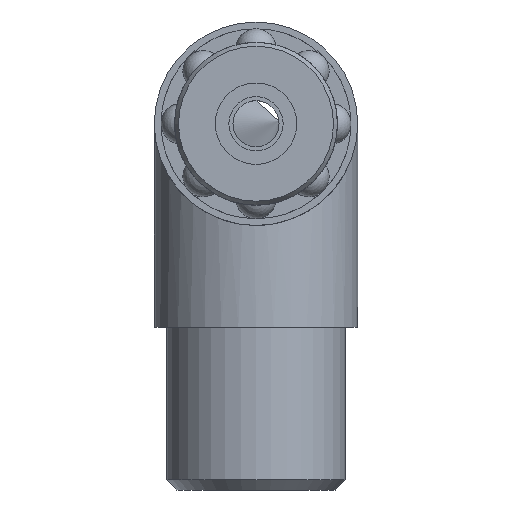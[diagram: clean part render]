
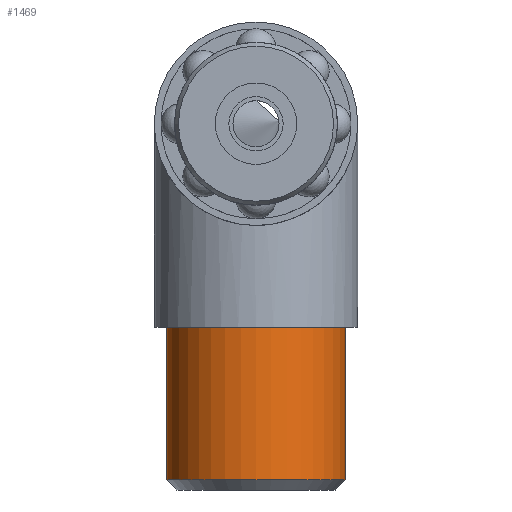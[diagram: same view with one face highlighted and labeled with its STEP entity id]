
A CAD part, left-side view. The second image highlights one B-rep face of the part: STEP entity #1469.
In plain terms, the highlighted cylindrical face has radius 6.579 mm (diameter 13.157 mm), a full revolution.
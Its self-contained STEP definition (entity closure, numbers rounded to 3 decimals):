
#90=LINE('',#2476,#140);
#140=VECTOR('',#1870,6.579);
#189=CYLINDRICAL_SURFACE('',#1598,6.579);
#239=FACE_OUTER_BOUND('',#335,.T.);
#335=EDGE_LOOP('',(#1002,#1003,#1004,#1005,#1006,#1007));
#442=CIRCLE('',#1591,6.579);
#443=CIRCLE('',#1592,6.579);
#445=CIRCLE('',#1596,6.579);
#446=CIRCLE('',#1597,6.579);
#590=VERTEX_POINT('',#2462);
#591=VERTEX_POINT('',#2464);
#593=VERTEX_POINT('',#2471);
#594=VERTEX_POINT('',#2472);
#747=EDGE_CURVE('',#590,#591,#442,.T.);
#748=EDGE_CURVE('',#591,#590,#443,.T.);
#750=EDGE_CURVE('',#593,#594,#445,.T.);
#751=EDGE_CURVE('',#594,#593,#446,.T.);
#752=EDGE_CURVE('',#590,#594,#90,.T.);
#1002=ORIENTED_EDGE('',*,*,#748,.F.);
#1003=ORIENTED_EDGE('',*,*,#747,.F.);
#1004=ORIENTED_EDGE('',*,*,#752,.T.);
#1005=ORIENTED_EDGE('',*,*,#751,.T.);
#1006=ORIENTED_EDGE('',*,*,#750,.T.);
#1007=ORIENTED_EDGE('',*,*,#752,.F.);
#1469=ADVANCED_FACE('',(#239),#189,.T.);
#1591=AXIS2_PLACEMENT_3D('',#2465,#1854,#1855);
#1592=AXIS2_PLACEMENT_3D('',#2466,#1856,#1857);
#1596=AXIS2_PLACEMENT_3D('',#2473,#1864,#1865);
#1597=AXIS2_PLACEMENT_3D('',#2474,#1866,#1867);
#1598=AXIS2_PLACEMENT_3D('',#2475,#1868,#1869);
#1854=DIRECTION('center_axis',(0.,0.,
-1.));
#1855=DIRECTION('ref_axis',(1.,0.,0.));
#1856=DIRECTION('center_axis',(0.,0.,
-1.));
#1857=DIRECTION('ref_axis',(1.,0.,0.));
#1864=DIRECTION('center_axis',(0.,0.,
-1.));
#1865=DIRECTION('ref_axis',(1.,0.,0.));
#1866=DIRECTION('center_axis',(0.,0.,
-1.));
#1867=DIRECTION('ref_axis',(1.,0.,0.));
#1868=DIRECTION('center_axis',(0.,0.,
-1.));
#1869=DIRECTION('ref_axis',(1.,0.,0.));
#1870=DIRECTION('',(0.,0.,1.));
#2462=CARTESIAN_POINT('',(-6.579,0.,-26.25));
#2464=CARTESIAN_POINT('',(6.579,0.,-26.25));
#2465=CARTESIAN_POINT('Origin',(0.,0.,
-26.25));
#2466=CARTESIAN_POINT('Origin',(0.,0.,
-26.25));
#2471=CARTESIAN_POINT('',(6.579,0.,-15.));
#2472=CARTESIAN_POINT('',(-6.579,0.,-15.));
#2473=CARTESIAN_POINT('Origin',(0.,0.,
-15.));
#2474=CARTESIAN_POINT('Origin',(0.,0.,
-15.));
#2475=CARTESIAN_POINT('Origin',(0.,0.,
-20.625));
#2476=CARTESIAN_POINT('',(-6.579,0.,-20.625));
